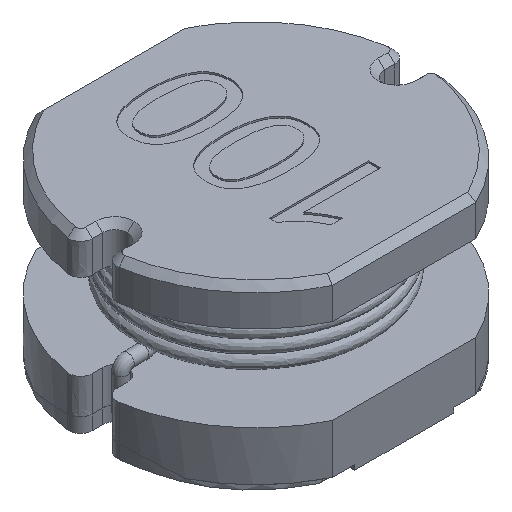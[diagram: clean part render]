
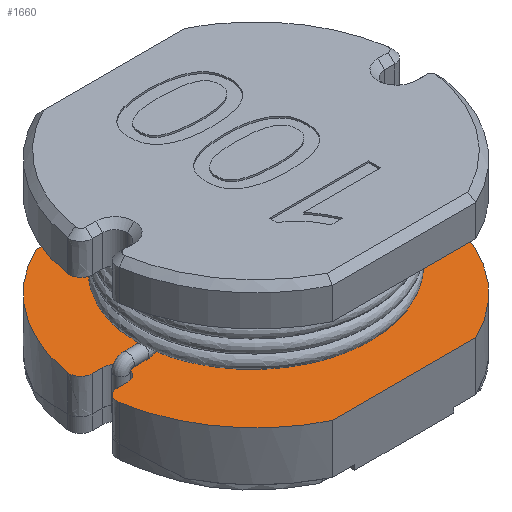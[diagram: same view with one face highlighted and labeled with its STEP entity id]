
A CAD part, isometric view. The second image highlights one B-rep face of the part: STEP entity #1660.
In plain terms, the highlighted free-form (B-spline) face has degree [1, 1] with [2, 2] control points.
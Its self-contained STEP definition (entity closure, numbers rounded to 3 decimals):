
#1119=CARTESIAN_POINT('',(2.,0.,-3.75));
#1120=VERTEX_POINT('',#1119);
#1141=CARTESIAN_POINT('',(2.,0.,-3.75));
#1142=CARTESIAN_POINT('',(2.,-2.,-3.75));
#1143=CARTESIAN_POINT('',(0.,-2.,-3.75));
#1144=CARTESIAN_POINT('',(-2.,-2.,-3.75));
#1145=CARTESIAN_POINT('',(-2.,0.,-3.75));
#1146=CARTESIAN_POINT('',(-2.,2.,-3.75));
#1147=CARTESIAN_POINT('',(0.,2.,-3.75));
#1148=CARTESIAN_POINT('',(2.,2.,-3.75));
#1149=CARTESIAN_POINT('',(2.,0.,-3.75));
#1150=(BOUNDED_CURVE()B_SPLINE_CURVE(2,(#1141,#1142,#1143,#1144,#1145,#1146,#1147,#1148,#1149),.CIRCULAR_ARC.,.T.,.U.)B_SPLINE_CURVE_WITH_KNOTS((3,2,2,2,3),(0.,0.25,0.5,0.75,1.),.UNSPECIFIED.)CURVE()GEOMETRIC_REPRESENTATION_ITEM()RATIONAL_B_SPLINE_CURVE((1.,0.707,1.,0.707,1.,0.707,1.,0.707,1.))REPRESENTATION_ITEM(''));
#1151=EDGE_CURVE('',#1120,#1120,#1150,.T.);
#1161=CARTESIAN_POINT('',(-2.179,4.5,-3.75));
#1162=VERTEX_POINT('',#1161);
#1163=CARTESIAN_POINT('',(2.179,4.5,-3.75));
#1164=VERTEX_POINT('',#1163);
#1165=CARTESIAN_POINT('',(-2.179,4.5,-3.75));
#1166=CARTESIAN_POINT('',(2.179,4.5,-3.75));
#1167=B_SPLINE_CURVE_WITH_KNOTS('',1,(#1165,#1166),.POLYLINE_FORM.,.F.,.U.,(2,2),(0.515,0.716),.UNSPECIFIED.);
#1168=EDGE_CURVE('',#1162,#1164,#1167,.T.);
#1241=CARTESIAN_POINT('',(2.179,-4.5,-3.75));
#1242=VERTEX_POINT('',#1241);
#1248=CARTESIAN_POINT('',(-2.179,-4.5,-3.75));
#1249=VERTEX_POINT('',#1248);
#1250=CARTESIAN_POINT('',(2.179,-4.5,-3.75));
#1251=CARTESIAN_POINT('',(-2.179,-4.5,-3.75));
#1252=B_SPLINE_CURVE_WITH_KNOTS('',1,(#1250,#1251),.POLYLINE_FORM.,.F.,.U.,(2,2),(0.284,0.485),.UNSPECIFIED.);
#1253=EDGE_CURVE('',#1242,#1249,#1252,.T.);
#1387=CARTESIAN_POINT('',(4.938,0.785,-3.75));
#1388=VERTEX_POINT('',#1387);
#1414=CARTESIAN_POINT('',(4.938,0.785,-3.75));
#1415=CARTESIAN_POINT('',(4.528,3.362,-3.75));
#1416=CARTESIAN_POINT('',(2.179,4.5,-3.75));
#1417=(BOUNDED_CURVE()B_SPLINE_CURVE(2,(#1414,#1415,#1416),.CIRCULAR_ARC.,.F.,.U.)B_SPLINE_CURVE_WITH_KNOTS((3,3),(0.573,1.),.UNSPECIFIED.)CURVE()GEOMETRIC_REPRESENTATION_ITEM()RATIONAL_B_SPLINE_CURVE((0.962,0.87,1.))REPRESENTATION_ITEM(''));
#1418=EDGE_CURVE('',#1388,#1164,#1417,.T.);
#1434=CARTESIAN_POINT('',(4.938,-0.785,-3.75));
#1435=VERTEX_POINT('',#1434);
#1443=CARTESIAN_POINT('',(2.179,-4.5,-3.75));
#1444=CARTESIAN_POINT('',(4.528,-3.362,-3.75));
#1445=CARTESIAN_POINT('',(4.938,-0.785,-3.75));
#1446=(BOUNDED_CURVE()B_SPLINE_CURVE(2,(#1443,#1444,#1445),.CIRCULAR_ARC.,.F.,.U.)B_SPLINE_CURVE_WITH_KNOTS((3,3),(0.,0.427),.UNSPECIFIED.)CURVE()GEOMETRIC_REPRESENTATION_ITEM()RATIONAL_B_SPLINE_CURVE((1.,0.87,0.962))REPRESENTATION_ITEM(''));
#1447=EDGE_CURVE('',#1242,#1435,#1446,.T.);
#1481=CARTESIAN_POINT('',(-4.938,-0.785,-3.75));
#1482=VERTEX_POINT('',#1481);
#1508=CARTESIAN_POINT('',(-2.179,-4.5,-3.75));
#1509=CARTESIAN_POINT('',(-4.528,-3.362,-3.75));
#1510=CARTESIAN_POINT('',(-4.938,-0.785,-3.75));
#1511=(BOUNDED_CURVE()B_SPLINE_CURVE(2,(#1508,#1509,#1510),.CIRCULAR_ARC.,.F.,.U.)B_SPLINE_CURVE_WITH_KNOTS((3,3),(0.324,0.473),.UNSPECIFIED.)CURVE()GEOMETRIC_REPRESENTATION_ITEM()RATIONAL_B_SPLINE_CURVE((0.878,0.807,0.943))REPRESENTATION_ITEM(''));
#1512=EDGE_CURVE('',#1249,#1482,#1511,.T.);
#1528=CARTESIAN_POINT('',(-4.938,0.785,-3.75));
#1529=VERTEX_POINT('',#1528);
#1537=CARTESIAN_POINT('',(-4.938,0.785,-3.75));
#1538=CARTESIAN_POINT('',(-4.528,3.362,-3.75));
#1539=CARTESIAN_POINT('',(-2.179,4.5,-3.75));
#1540=(BOUNDED_CURVE()B_SPLINE_CURVE(2,(#1537,#1538,#1539),.CIRCULAR_ARC.,.F.,.U.)B_SPLINE_CURVE_WITH_KNOTS((3,3),(0.527,0.676),.UNSPECIFIED.)CURVE()GEOMETRIC_REPRESENTATION_ITEM()RATIONAL_B_SPLINE_CURVE((0.943,0.807,0.878))REPRESENTATION_ITEM(''));
#1541=EDGE_CURVE('',#1529,#1162,#1540,.T.);
#1564=CARTESIAN_POINT('',(-4.986,-4.5,-3.75));
#1565=CARTESIAN_POINT('',(-4.986,4.5,-3.75));
#1566=CARTESIAN_POINT('',(4.986,-4.5,-3.75));
#1567=CARTESIAN_POINT('',(4.986,4.5,-3.75));
#1568=B_SPLINE_SURFACE_WITH_KNOTS('',1,1,((#1564,#1565),(#1566,#1567)),.PLANE_SURF.,.F.,.F.,.U.,(2,2),(2,2),(0.001,0.999),(0.05,0.95),.UNSPECIFIED.);
#1569=CARTESIAN_POINT('',(4.592,-0.38,-3.75));
#1570=VERTEX_POINT('',#1569);
#1571=CARTESIAN_POINT('',(4.592,-0.38,-3.75));
#1572=CARTESIAN_POINT('',(4.754,-0.38,-3.75));
#1573=CARTESIAN_POINT('',(4.963,-0.626,-3.75));
#1574=CARTESIAN_POINT('',(4.938,-0.785,-3.75));
#1575=(BOUNDED_CURVE()B_SPLINE_CURVE(2,(#1571,#1572,#1573,#1574),.UNSPECIFIED.,.F.,.U.)B_SPLINE_CURVE_WITH_KNOTS((3,1,3),(0.,0.5,1.),.UNSPECIFIED.)CURVE()GEOMETRIC_REPRESENTATION_ITEM()RATIONAL_B_SPLINE_CURVE((1.,0.825,0.825,1.))REPRESENTATION_ITEM(''));
#1576=EDGE_CURVE('',#1570,#1435,#1575,.T.);
#1577=ORIENTED_EDGE('',*,*,#1576,.F.);
#1578=CARTESIAN_POINT('',(4.28,-0.38,-3.75));
#1579=VERTEX_POINT('',#1578);
#1580=CARTESIAN_POINT('',(4.28,-0.38,-3.75));
#1581=CARTESIAN_POINT('',(4.592,-0.38,-3.75));
#1582=B_SPLINE_CURVE_WITH_KNOTS('',1,(#1580,#1581),.POLYLINE_FORM.,.F.,.U.,(2,2),(0.873,0.89),.UNSPECIFIED.);
#1583=EDGE_CURVE('',#1579,#1570,#1582,.T.);
#1584=ORIENTED_EDGE('',*,*,#1583,.F.);
#1585=CARTESIAN_POINT('',(4.28,0.38,-3.75));
#1586=VERTEX_POINT('',#1585);
#1587=CARTESIAN_POINT('',(4.28,-0.38,-3.75));
#1588=CARTESIAN_POINT('',(3.9,-0.38,-3.75));
#1589=CARTESIAN_POINT('',(3.9,0.,-3.75));
#1590=CARTESIAN_POINT('',(3.9,0.38,-3.75));
#1591=CARTESIAN_POINT('',(4.28,0.38,-3.75));
#1592=(BOUNDED_CURVE()B_SPLINE_CURVE(2,(#1587,#1588,#1589,#1590,#1591),.CIRCULAR_ARC.,.F.,.U.)B_SPLINE_CURVE_WITH_KNOTS((3,2,3),(0.,0.5,1.),.UNSPECIFIED.)CURVE()GEOMETRIC_REPRESENTATION_ITEM()RATIONAL_B_SPLINE_CURVE((1.,0.707,1.,0.707,1.))REPRESENTATION_ITEM(''));
#1593=EDGE_CURVE('',#1579,#1586,#1592,.T.);
#1594=ORIENTED_EDGE('',*,*,#1593,.T.);
#1595=CARTESIAN_POINT('',(4.592,0.38,-3.75));
#1596=VERTEX_POINT('',#1595);
#1597=CARTESIAN_POINT('',(4.592,0.38,-3.75));
#1598=CARTESIAN_POINT('',(4.28,0.38,-3.75));
#1599=B_SPLINE_CURVE_WITH_KNOTS('',1,(#1597,#1598),.POLYLINE_FORM.,.F.,.U.,(2,2),(0.11,0.127),.UNSPECIFIED.);
#1600=EDGE_CURVE('',#1596,#1586,#1599,.T.);
#1601=ORIENTED_EDGE('',*,*,#1600,.F.);
#1602=CARTESIAN_POINT('',(4.592,0.38,-3.75));
#1603=CARTESIAN_POINT('',(4.754,0.38,-3.75));
#1604=CARTESIAN_POINT('',(4.963,0.626,-3.75));
#1605=CARTESIAN_POINT('',(4.938,0.785,-3.75));
#1606=(BOUNDED_CURVE()B_SPLINE_CURVE(2,(#1602,#1603,#1604,#1605),.UNSPECIFIED.,.F.,.U.)B_SPLINE_CURVE_WITH_KNOTS((3,1,3),(0.,0.5,1.),.UNSPECIFIED.)CURVE()GEOMETRIC_REPRESENTATION_ITEM()RATIONAL_B_SPLINE_CURVE((1.,0.825,0.825,1.))REPRESENTATION_ITEM(''));
#1607=EDGE_CURVE('',#1596,#1388,#1606,.T.);
#1608=ORIENTED_EDGE('',*,*,#1607,.T.);
#1609=ORIENTED_EDGE('',*,*,#1418,.T.);
#1610=ORIENTED_EDGE('',*,*,#1168,.F.);
#1611=ORIENTED_EDGE('',*,*,#1541,.F.);
#1612=CARTESIAN_POINT('',(-4.592,0.38,-3.75));
#1613=VERTEX_POINT('',#1612);
#1614=CARTESIAN_POINT('',(-4.592,0.38,-3.75));
#1615=CARTESIAN_POINT('',(-4.754,0.38,-3.75));
#1616=CARTESIAN_POINT('',(-4.963,0.626,-3.75));
#1617=CARTESIAN_POINT('',(-4.938,0.785,-3.75));
#1618=(BOUNDED_CURVE()B_SPLINE_CURVE(2,(#1614,#1615,#1616,#1617),.UNSPECIFIED.,.F.,.U.)B_SPLINE_CURVE_WITH_KNOTS((3,1,3),(0.,0.5,1.),.UNSPECIFIED.)CURVE()GEOMETRIC_REPRESENTATION_ITEM()RATIONAL_B_SPLINE_CURVE((1.,0.825,0.825,1.))REPRESENTATION_ITEM(''));
#1619=EDGE_CURVE('',#1613,#1529,#1618,.T.);
#1620=ORIENTED_EDGE('',*,*,#1619,.F.);
#1621=CARTESIAN_POINT('',(-4.28,0.38,-3.75));
#1622=VERTEX_POINT('',#1621);
#1623=CARTESIAN_POINT('',(-4.28,0.38,-3.75));
#1624=CARTESIAN_POINT('',(-4.592,0.38,-3.75));
#1625=B_SPLINE_CURVE_WITH_KNOTS('',1,(#1623,#1624),.POLYLINE_FORM.,.F.,.U.,(2,2),(0.598,0.615),.UNSPECIFIED.);
#1626=EDGE_CURVE('',#1622,#1613,#1625,.T.);
#1627=ORIENTED_EDGE('',*,*,#1626,.F.);
#1628=CARTESIAN_POINT('',(-4.28,-0.38,-3.75));
#1629=VERTEX_POINT('',#1628);
#1630=CARTESIAN_POINT('',(-4.28,-0.38,-3.75));
#1631=CARTESIAN_POINT('',(-3.9,-0.38,-3.75));
#1632=CARTESIAN_POINT('',(-3.9,0.,-3.75));
#1633=CARTESIAN_POINT('',(-3.9,0.38,-3.75));
#1634=CARTESIAN_POINT('',(-4.28,0.38,-3.75));
#1635=(BOUNDED_CURVE()B_SPLINE_CURVE(2,(#1630,#1631,#1632,#1633,#1634),.CIRCULAR_ARC.,.F.,.U.)B_SPLINE_CURVE_WITH_KNOTS((3,2,3),(0.,0.5,1.),.UNSPECIFIED.)CURVE()GEOMETRIC_REPRESENTATION_ITEM()RATIONAL_B_SPLINE_CURVE((1.,0.707,1.,0.707,1.))REPRESENTATION_ITEM(''));
#1636=EDGE_CURVE('',#1629,#1622,#1635,.T.);
#1637=ORIENTED_EDGE('',*,*,#1636,.F.);
#1638=CARTESIAN_POINT('',(-4.592,-0.38,-3.75));
#1639=VERTEX_POINT('',#1638);
#1640=CARTESIAN_POINT('',(-4.592,-0.38,-3.75));
#1641=CARTESIAN_POINT('',(-4.28,-0.38,-3.75));
#1642=B_SPLINE_CURVE_WITH_KNOTS('',1,(#1640,#1641),.POLYLINE_FORM.,.F.,.U.,(2,2),(0.385,0.402),.UNSPECIFIED.);
#1643=EDGE_CURVE('',#1639,#1629,#1642,.T.);
#1644=ORIENTED_EDGE('',*,*,#1643,.F.);
#1645=CARTESIAN_POINT('',(-4.592,-0.38,-3.75));
#1646=CARTESIAN_POINT('',(-4.754,-0.38,-3.75));
#1647=CARTESIAN_POINT('',(-4.963,-0.626,-3.75));
#1648=CARTESIAN_POINT('',(-4.938,-0.785,-3.75));
#1649=(BOUNDED_CURVE()B_SPLINE_CURVE(2,(#1645,#1646,#1647,#1648),.UNSPECIFIED.,.F.,.U.)B_SPLINE_CURVE_WITH_KNOTS((3,1,3),(0.,0.5,1.),.UNSPECIFIED.)CURVE()GEOMETRIC_REPRESENTATION_ITEM()RATIONAL_B_SPLINE_CURVE((1.,0.825,0.825,1.))REPRESENTATION_ITEM(''));
#1650=EDGE_CURVE('',#1639,#1482,#1649,.T.);
#1651=ORIENTED_EDGE('',*,*,#1650,.T.);
#1652=ORIENTED_EDGE('',*,*,#1512,.F.);
#1653=ORIENTED_EDGE('',*,*,#1253,.F.);
#1654=ORIENTED_EDGE('',*,*,#1447,.T.);
#1655=EDGE_LOOP('',(#1577,#1584,#1594,#1601,#1608,#1609,#1610,#1611,#1620,#1627,#1637,#1644,#1651,#1652,#1653,#1654));
#1656=FACE_OUTER_BOUND('',#1655,.T.);
#1657=ORIENTED_EDGE('',*,*,#1151,.T.);
#1658=EDGE_LOOP('',(#1657));
#1659=FACE_BOUND('',#1658,.T.);
#1660=ADVANCED_FACE('',(#1656,#1659),#1568,.T.);
